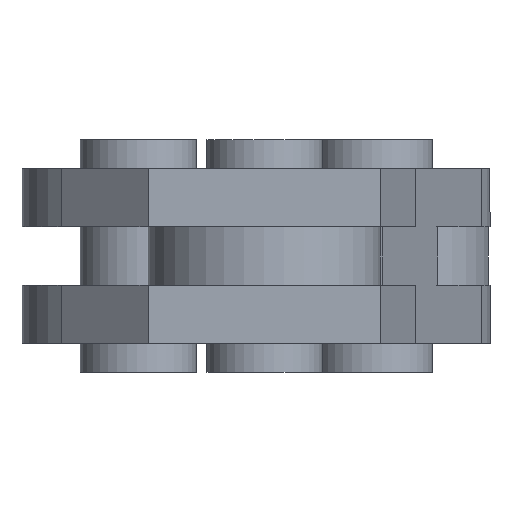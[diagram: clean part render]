
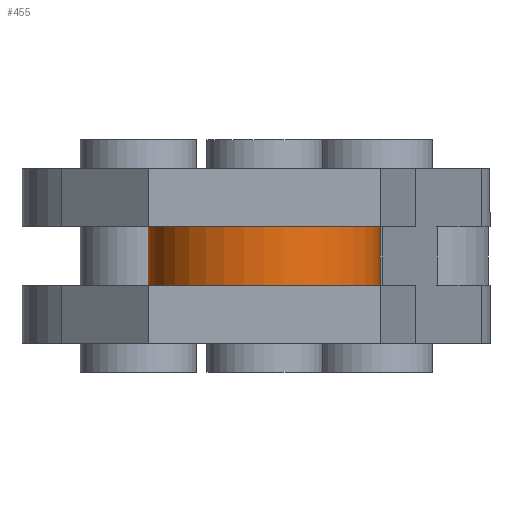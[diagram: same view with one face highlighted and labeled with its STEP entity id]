
A CAD part, left-side view. The second image highlights one B-rep face of the part: STEP entity #455.
In plain terms, the highlighted cylindrical face has radius 6.35 mm (diameter 12.7 mm), a partial arc.
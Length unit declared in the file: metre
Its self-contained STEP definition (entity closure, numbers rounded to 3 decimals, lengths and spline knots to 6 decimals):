
#10=LINE('',#714,#48);
#11=LINE('',#719,#49);
#48=VECTOR('',#576,1.);
#49=VECTOR('',#579,1.);
#135=CYLINDRICAL_SURFACE('',#511,0.00635);
#147=ORIENTED_EDGE('',*,*,#257,.F.);
#148=ORIENTED_EDGE('',*,*,#258,.F.);
#149=ORIENTED_EDGE('',*,*,#259,.F.);
#150=ORIENTED_EDGE('',*,*,#260,.F.);
#257=EDGE_CURVE('',#313,#314,#10,.T.);
#258=EDGE_CURVE('',#315,#313,#353,.T.);
#259=EDGE_CURVE('',#316,#315,#11,.T.);
#260=EDGE_CURVE('',#314,#316,#354,.T.);
#313=VERTEX_POINT('',#715);
#314=VERTEX_POINT('',#716);
#315=VERTEX_POINT('',#718);
#316=VERTEX_POINT('',#720);
#353=CIRCLE('',#512,0.00635);
#354=CIRCLE('',#513,0.00635);
#373=EDGE_LOOP('',(#147,#148,#149,#150));
#407=FACE_BOUND('',#373,.T.);
#455=ADVANCED_FACE('',(#407),#135,.T.);
#511=AXIS2_PLACEMENT_3D('',#713,#574,#575);
#512=AXIS2_PLACEMENT_3D('',#717,#577,#578);
#513=AXIS2_PLACEMENT_3D('',#721,#580,#581);
#574=DIRECTION('',(0.,-1.,0.));
#575=DIRECTION('',(0.,0.,-1.));
#576=DIRECTION('',(0.,-1.,0.));
#577=DIRECTION('',(0.,1.,0.));
#578=DIRECTION('',(-1.,0.,0.));
#579=DIRECTION('',(0.,1.,0.));
#580=DIRECTION('',(0.,-1.,0.));
#581=DIRECTION('',(1.,0.,0.));
#713=CARTESIAN_POINT('',(0.00635,0.009525,-0.00635));
#714=CARTESIAN_POINT('',(0.00635,0.009525,0.));
#715=CARTESIAN_POINT('',(0.00635,0.00635,0.));
#716=CARTESIAN_POINT('',(0.00635,0.003175,0.));
#717=CARTESIAN_POINT('',(0.00635,0.00635,-0.00635));
#718=CARTESIAN_POINT('',(0.00635,0.00635,-0.0127));
#719=CARTESIAN_POINT('',(0.00635,0.009525,-0.0127));
#720=CARTESIAN_POINT('',(0.00635,0.003175,-0.0127));
#721=CARTESIAN_POINT('',(0.00635,0.003175,-0.00635));
